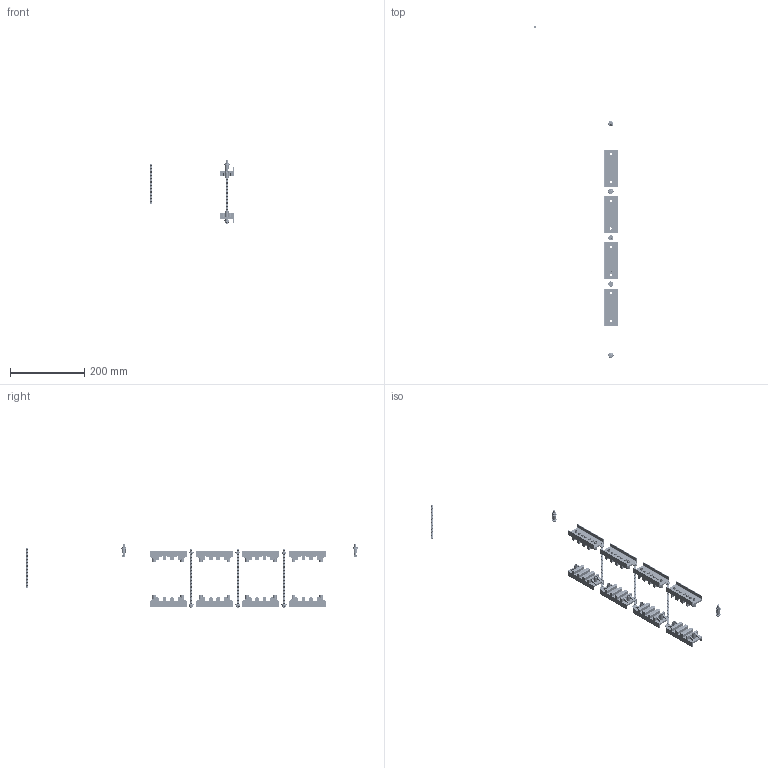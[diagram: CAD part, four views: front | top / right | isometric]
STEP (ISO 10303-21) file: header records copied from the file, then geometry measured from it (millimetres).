
FILE_DESCRIPTION(('STEP AP203'),'1');
FILE_NAME('cabs3-10tn-mod.stp','2024-05-31T18:11:45',('TraceParts'),('TraceParts S.A.'),'Spatial InterOp 3D',' ',' ');
FILE_SCHEMA(('CONFIG_CONTROL_DESIGN'));
Length unit declared in the file: millimetre
Products named in the file (1): 1
Bounding box: 227.16 x 895.5 x 175 mm (x, y, z)
Volume: 331940 mm3; surface area: 185517.3 mm2
Topology: 24 solids, 24 shells, 5387 faces, 11470 edges, 6224 vertices
Faces by surface type: cone 2710, cylinder 1736, plane 871, bspline 42, torus 28
Entity records: 142988 total; most frequent: DIRECTION 26704, CARTESIAN_POINT 25917, ORIENTED_EDGE 22940, EDGE_CURVE 11470, AXIS2_PLACEMENT_3D 10377, VERTEX_POINT 6224, LINE 5950, VECTOR 5950
